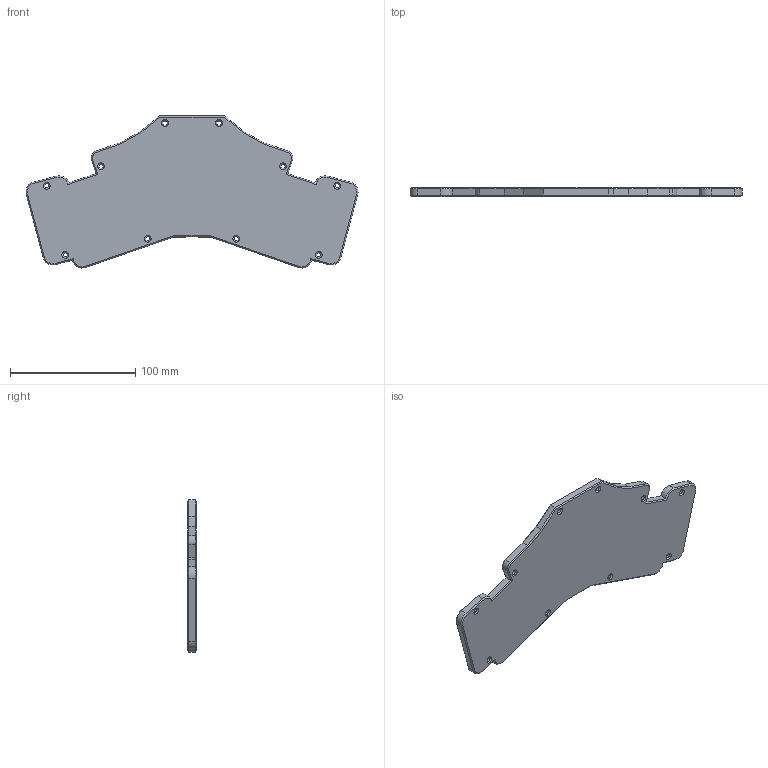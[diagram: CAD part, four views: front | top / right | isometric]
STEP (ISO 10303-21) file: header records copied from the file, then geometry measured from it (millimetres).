
FILE_DESCRIPTION(/* description */ (''),/* implementation_level */ '2;1');
FILE_NAME(/* name */ 'tray case.step',/* time_stamp */ '2023-12-04T20:52:24-05:00',/* author */ (''),/* organization */ (''),/* preprocessor_version */ 'ST-DEVELOPER v20',/* originating_system */ 'Autodesk Translation Framework v12.14.0.127',/* authorisation */ '');
FILE_SCHEMA (('AUTOMOTIVE_DESIGN { 1 0 10303 214 3 1 1 }'));
Length unit declared in the file: millimetre
Products named in the file (1): cutslope2
Bounding box: 264.64 x 7 x 121.27 mm (x, y, z)
Volume: 92507 mm3; surface area: 48903.6 mm2
Topology: 1 solids, 1 shells, 222 faces, 574 edges, 354 vertices
Faces by surface type: plane 129, cylinder 59, cone 34
Full cylindrical faces by diameter (mm): 3.4 x10
Entity records: 6743 total; most frequent: CARTESIAN_POINT 1179, DIRECTION 1164, ORIENTED_EDGE 1148, EDGE_CURVE 574, LINE 410, VECTOR 410, AXIS2_PLACEMENT_3D 377, VERTEX_POINT 354
